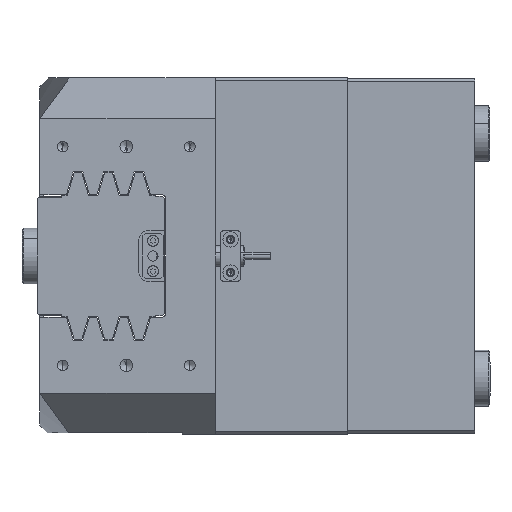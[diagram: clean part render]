
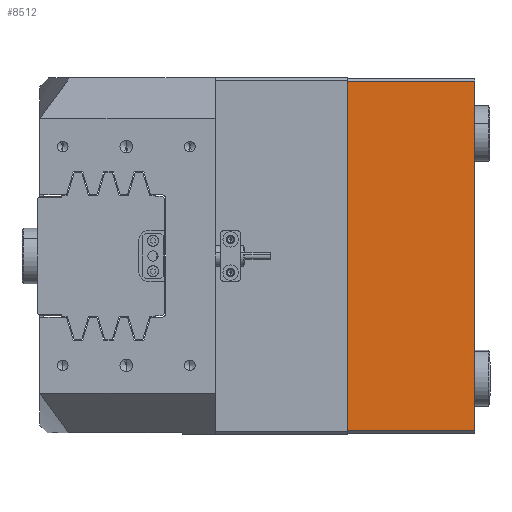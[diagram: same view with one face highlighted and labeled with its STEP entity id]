
A CAD part, left-side view. The second image highlights one B-rep face of the part: STEP entity #8512.
In plain terms, the highlighted planar face has unit normal (-1, 0, 0).
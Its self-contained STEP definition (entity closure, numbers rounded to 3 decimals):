
#1338 = LINE ( 'NONE', #39704, #31363 ) ;
#3767 = VERTEX_POINT ( 'NONE', #8715 ) ;
#5257 = VERTEX_POINT ( 'NONE', #15665 ) ;
#5331 = VECTOR ( 'NONE', #20754, 1000. ) ;
#6855 = DIRECTION ( 'NONE',  ( 0., 1., 0. ) ) ;
#7402 = PLANE ( 'NONE',  #35758 ) ;
#8512 = ADVANCED_FACE ( 'NONE', ( #42230 ), #7402, .F. ) ;
#8715 = CARTESIAN_POINT ( 'NONE',  ( -107., -68.8, -50. ) ) ;
#12509 = VERTEX_POINT ( 'NONE', #24505 ) ;
#13947 = CARTESIAN_POINT ( 'NONE',  ( -107., 69.8, 0. ) ) ;
#14780 = CARTESIAN_POINT ( 'NONE',  ( -107., -68.8, -50. ) ) ;
#14788 = ORIENTED_EDGE ( 'NONE', *, *, #40822, .F. ) ;
#15665 = CARTESIAN_POINT ( 'NONE',  ( -107., 68.8, -50. ) ) ;
#16742 = ORIENTED_EDGE ( 'NONE', *, *, #35273, .T. ) ;
#17805 = ORIENTED_EDGE ( 'NONE', *, *, #23733, .T. ) ;
#20094 = VECTOR ( 'NONE', #6855, 1000. ) ;
#20486 = DIRECTION ( 'NONE',  ( 1., 0., 0. ) ) ;
#20754 = DIRECTION ( 'NONE',  ( 0., 0., 1. ) ) ;
#22640 = CARTESIAN_POINT ( 'NONE',  ( -107., 69.8, -50. ) ) ;
#22942 = CARTESIAN_POINT ( 'NONE',  ( -107., 68.8, 0. ) ) ;
#23297 = DIRECTION ( 'NONE',  ( 0., 0., -1. ) ) ;
#23733 = EDGE_CURVE ( 'NONE', #3767, #12509, #39986, .T. ) ;
#23760 = DIRECTION ( 'NONE',  ( 0., 1., 0. ) ) ;
#24505 = CARTESIAN_POINT ( 'NONE',  ( -107., -68.8, 0. ) ) ;
#24651 = EDGE_LOOP ( 'NONE', ( #16742, #32295, #14788, #17805 ) ) ;
#28738 = LINE ( 'NONE', #22640, #20094 ) ;
#31363 = VECTOR ( 'NONE', #23297, 1000. ) ;
#32295 = ORIENTED_EDGE ( 'NONE', *, *, #36852, .T. ) ;
#33204 = VERTEX_POINT ( 'NONE', #22942 ) ;
#34558 = VECTOR ( 'NONE', #23760, 1000. ) ;
#35032 = LINE ( 'NONE', #13947, #34558 ) ;
#35273 = EDGE_CURVE ( 'NONE', #12509, #33204, #35032, .T. ) ;
#35758 = AXIS2_PLACEMENT_3D ( 'NONE', #36599, #20486, #37016 ) ;
#36599 = CARTESIAN_POINT ( 'NONE',  ( -107., 69.8, -50. ) ) ;
#36852 = EDGE_CURVE ( 'NONE', #33204, #5257, #1338, .T. ) ;
#37016 = DIRECTION ( 'NONE',  ( 0., 1., 0. ) ) ;
#39704 = CARTESIAN_POINT ( 'NONE',  ( -107., 68.8, -50. ) ) ;
#39986 = LINE ( 'NONE', #14780, #5331 ) ;
#40822 = EDGE_CURVE ( 'NONE', #3767, #5257, #28738, .T. ) ;
#42230 = FACE_OUTER_BOUND ( 'NONE', #24651, .T. ) ;
